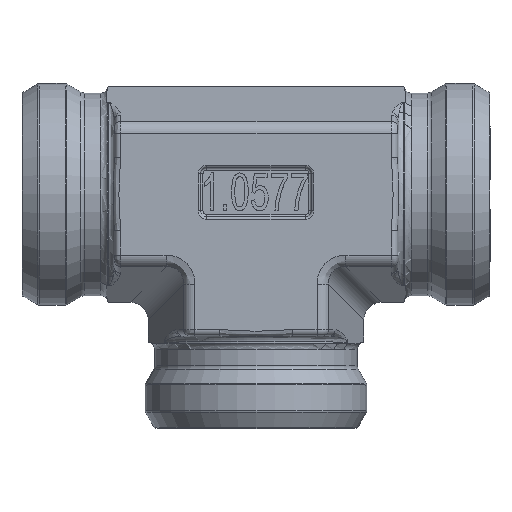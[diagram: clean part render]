
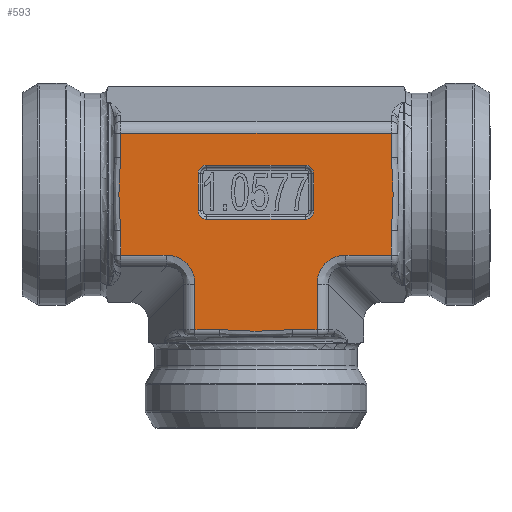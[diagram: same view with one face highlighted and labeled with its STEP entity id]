
A CAD part, top view. The second image highlights one B-rep face of the part: STEP entity #593.
In plain terms, the highlighted planar face has unit normal (0, 0, 1).
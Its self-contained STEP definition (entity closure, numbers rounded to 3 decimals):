
#291=ELLIPSE('',#5593,5.623,5.);
#292=ELLIPSE('',#5594,5.623,5.);
#593=ADVANCED_FACE('',(#1275,#1276),#919,.T.);
#919=PLANE('',#5595);
#1070=CIRCLE('',#5589,1.4);
#1071=CIRCLE('',#5590,1.4);
#1072=CIRCLE('',#5591,1.4);
#1073=CIRCLE('',#5592,1.4);
#1275=FACE_BOUND('',#1400,.T.);
#1276=FACE_BOUND('',#1401,.T.);
#1400=EDGE_LOOP('',(#2743,#2744,#2745,#2746,#2747,#2748,#2749,#2750));
#1401=EDGE_LOOP('',(#2751,#2752,#2753,#2754,#2755,#2756,#2757,#2758,#2759,
#2760,#2761,#2762,#2763,#2764,#2765,#2766));
#1826=LINE('',#7915,#2257);
#1827=LINE('',#7920,#2258);
#1828=LINE('',#7924,#2259);
#1829=LINE('',#7928,#2260);
#1830=LINE('',#7931,#2261);
#1831=LINE('',#7934,#2262);
#1832=LINE('',#7947,#2263);
#1833=LINE('',#7949,#2264);
#1834=LINE('',#7953,#2265);
#1835=LINE('',#7955,#2266);
#1836=LINE('',#7968,#2267);
#1837=LINE('',#7970,#2268);
#1838=LINE('',#7972,#2269);
#1839=LINE('',#7985,#2270);
#1840=LINE('',#7987,#2271);
#2257=VECTOR('',#6210,1.);
#2258=VECTOR('',#6213,1.);
#2259=VECTOR('',#6216,1.);
#2260=VECTOR('',#6219,1.);
#2261=VECTOR('',#6222,1.);
#2262=VECTOR('',#6223,1.);
#2263=VECTOR('',#6224,1.);
#2264=VECTOR('',#6225,1.);
#2265=VECTOR('',#6228,1.);
#2266=VECTOR('',#6229,1.);
#2267=VECTOR('',#6230,1.);
#2268=VECTOR('',#6231,1.);
#2269=VECTOR('',#6232,1.);
#2270=VECTOR('',#6233,1.);
#2271=VECTOR('',#6234,1.);
#2743=ORIENTED_EDGE('',*,*,#4774,.T.);
#2744=ORIENTED_EDGE('',*,*,#4775,.T.);
#2745=ORIENTED_EDGE('',*,*,#4776,.T.);
#2746=ORIENTED_EDGE('',*,*,#4777,.T.);
#2747=ORIENTED_EDGE('',*,*,#4778,.T.);
#2748=ORIENTED_EDGE('',*,*,#4779,.T.);
#2749=ORIENTED_EDGE('',*,*,#4780,.T.);
#2750=ORIENTED_EDGE('',*,*,#4781,.T.);
#2751=ORIENTED_EDGE('',*,*,#4782,.T.);
#2752=ORIENTED_EDGE('',*,*,#4783,.T.);
#2753=ORIENTED_EDGE('',*,*,#4784,.T.);
#2754=ORIENTED_EDGE('',*,*,#4785,.T.);
#2755=ORIENTED_EDGE('',*,*,#4786,.T.);
#2756=ORIENTED_EDGE('',*,*,#4787,.F.);
#2757=ORIENTED_EDGE('',*,*,#4788,.F.);
#2758=ORIENTED_EDGE('',*,*,#4789,.T.);
#2759=ORIENTED_EDGE('',*,*,#4790,.T.);
#2760=ORIENTED_EDGE('',*,*,#4791,.T.);
#2761=ORIENTED_EDGE('',*,*,#4792,.T.);
#2762=ORIENTED_EDGE('',*,*,#4793,.T.);
#2763=ORIENTED_EDGE('',*,*,#4794,.T.);
#2764=ORIENTED_EDGE('',*,*,#4795,.T.);
#2765=ORIENTED_EDGE('',*,*,#4796,.T.);
#2766=ORIENTED_EDGE('',*,*,#4797,.T.);
#4273=VERTEX_POINT('',#7916);
#4274=VERTEX_POINT('',#7917);
#4275=VERTEX_POINT('',#7919);
#4276=VERTEX_POINT('',#7921);
#4277=VERTEX_POINT('',#7923);
#4278=VERTEX_POINT('',#7925);
#4279=VERTEX_POINT('',#7927);
#4280=VERTEX_POINT('',#7929);
#4281=VERTEX_POINT('',#7932);
#4282=VERTEX_POINT('',#7933);
#4283=VERTEX_POINT('',#7935);
#4284=VERTEX_POINT('',#7946);
#4285=VERTEX_POINT('',#7948);
#4286=VERTEX_POINT('',#7950);
#4287=VERTEX_POINT('',#7952);
#4288=VERTEX_POINT('',#7954);
#4289=VERTEX_POINT('',#7956);
#4290=VERTEX_POINT('',#7967);
#4291=VERTEX_POINT('',#7969);
#4292=VERTEX_POINT('',#7971);
#4293=VERTEX_POINT('',#7973);
#4294=VERTEX_POINT('',#7984);
#4295=VERTEX_POINT('',#7986);
#4296=VERTEX_POINT('',#7988);
#4774=EDGE_CURVE('',#4273,#4274,#1826,.T.);
#4775=EDGE_CURVE('',#4274,#4275,#1070,.T.);
#4776=EDGE_CURVE('',#4275,#4276,#1827,.T.);
#4777=EDGE_CURVE('',#4276,#4277,#1071,.T.);
#4778=EDGE_CURVE('',#4277,#4278,#1828,.T.);
#4779=EDGE_CURVE('',#4278,#4279,#1072,.T.);
#4780=EDGE_CURVE('',#4279,#4280,#1829,.T.);
#4781=EDGE_CURVE('',#4280,#4273,#1073,.T.);
#4782=EDGE_CURVE('',#4281,#4282,#1830,.T.);
#4783=EDGE_CURVE('',#4282,#4283,#1831,.T.);
#4784=EDGE_CURVE('',#4283,#4284,#5458,.T.);
#4785=EDGE_CURVE('',#4284,#4285,#1832,.T.);
#4786=EDGE_CURVE('',#4285,#4286,#1833,.T.);
#4787=EDGE_CURVE('',#4287,#4286,#291,.T.);
#4788=EDGE_CURVE('',#4288,#4287,#1834,.T.);
#4789=EDGE_CURVE('',#4288,#4289,#1835,.T.);
#4790=EDGE_CURVE('',#4289,#4290,#5459,.T.);
#4791=EDGE_CURVE('',#4290,#4291,#1836,.T.);
#4792=EDGE_CURVE('',#4291,#4292,#1837,.T.);
#4793=EDGE_CURVE('',#4292,#4293,#1838,.T.);
#4794=EDGE_CURVE('',#4293,#4294,#5460,.T.);
#4795=EDGE_CURVE('',#4294,#4295,#1839,.T.);
#4796=EDGE_CURVE('',#4295,#4296,#1840,.T.);
#4797=EDGE_CURVE('',#4296,#4281,#292,.T.);
#5458=B_SPLINE_CURVE_WITH_KNOTS('',3,(#7936,#7937,#7938,#7939,#7940,#7941,
#7942,#7943,#7944,#7945),.UNSPECIFIED.,.F.,.F.,(4,2,2,2,4),(0.,0.25,0.5,
0.75,1.),.UNSPECIFIED.);
#5459=B_SPLINE_CURVE_WITH_KNOTS('',3,(#7957,#7958,#7959,#7960,#7961,#7962,
#7963,#7964,#7965,#7966),.UNSPECIFIED.,.F.,.F.,(4,2,2,2,4),(0.,0.25,0.5,
0.75,1.),.UNSPECIFIED.);
#5460=B_SPLINE_CURVE_WITH_KNOTS('',3,(#7974,#7975,#7976,#7977,#7978,#7979,
#7980,#7981,#7982,#7983),.UNSPECIFIED.,.F.,.F.,(4,2,2,2,4),(0.,0.25,0.5,
0.75,1.),.UNSPECIFIED.);
#5589=AXIS2_PLACEMENT_3D('',#7918,#6211,#6212);
#5590=AXIS2_PLACEMENT_3D('',#7922,#6214,#6215);
#5591=AXIS2_PLACEMENT_3D('',#7926,#6217,#6218);
#5592=AXIS2_PLACEMENT_3D('',#7930,#6220,#6221);
#5593=AXIS2_PLACEMENT_3D('',#7951,#6226,#6227);
#5594=AXIS2_PLACEMENT_3D('',#7989,#6235,#6236);
#5595=AXIS2_PLACEMENT_3D('',#7990,#6237,#6238);
#6210=DIRECTION('',(1.,0.,0.));
#6211=DIRECTION('',(0.,0.,-1.));
#6212=DIRECTION('',(0.,-1.,0.));
#6213=DIRECTION('',(0.,-1.,0.));
#6214=DIRECTION('',(0.,0.,-1.));
#6215=DIRECTION('',(0.,-1.,0.));
#6216=DIRECTION('',(-1.,0.,0.));
#6217=DIRECTION('',(0.,0.,-1.));
#6218=DIRECTION('',(0.,-1.,0.));
#6219=DIRECTION('',(0.,1.,0.));
#6220=DIRECTION('',(0.,0.,-1.));
#6221=DIRECTION('',(0.,-1.,0.));
#6222=DIRECTION('',(0.,-1.,0.));
#6223=DIRECTION('',(1.,0.,0.));
#6224=DIRECTION('',(1.,0.,0.));
#6225=DIRECTION('',(0.,1.,0.));
#6226=DIRECTION('',(0.,0.,1.));
#6227=DIRECTION('',(0.707,-0.707,0.));
#6228=DIRECTION('',(-1.,0.,0.));
#6229=DIRECTION('',(0.,1.,0.));
#6230=DIRECTION('',(0.,1.,0.));
#6231=DIRECTION('',(-1.,0.,0.));
#6232=DIRECTION('',(0.,-1.,0.));
#6233=DIRECTION('',(0.,-1.,0.));
#6234=DIRECTION('',(1.,0.,0.));
#6235=DIRECTION('',(0.,0.,-1.));
#6236=DIRECTION('',(-0.707,-0.707,0.));
#6237=DIRECTION('',(0.,0.,1.));
#6238=DIRECTION('',(0.,1.,0.));
#7915=CARTESIAN_POINT('',(8.987,4.713,18.));
#7916=CARTESIAN_POINT('',(-8.013,4.713,18.));
#7917=CARTESIAN_POINT('',(7.987,4.713,18.));
#7918=CARTESIAN_POINT('',(7.987,3.313,18.));
#7919=CARTESIAN_POINT('',(9.387,3.313,18.));
#7920=CARTESIAN_POINT('',(9.387,-3.687,18.));
#7921=CARTESIAN_POINT('',(9.387,-2.687,18.));
#7922=CARTESIAN_POINT('',(7.987,-2.687,18.));
#7923=CARTESIAN_POINT('',(7.987,-4.087,18.));
#7924=CARTESIAN_POINT('',(-9.013,-4.087,18.));
#7925=CARTESIAN_POINT('',(-8.013,-4.087,18.));
#7926=CARTESIAN_POINT('',(-8.013,-2.687,18.));
#7927=CARTESIAN_POINT('',(-9.413,-2.687,18.));
#7928=CARTESIAN_POINT('',(-9.413,4.313,18.));
#7929=CARTESIAN_POINT('',(-9.413,3.313,18.));
#7930=CARTESIAN_POINT('',(-8.013,3.313,18.));
#7931=CARTESIAN_POINT('',(-9.912,11.313,18.));
#7932=CARTESIAN_POINT('',(-9.912,-14.611,18.));
#7933=CARTESIAN_POINT('',(-9.912,-22.,18.));
#7934=CARTESIAN_POINT('',(0.,-22.,18.));
#7935=CARTESIAN_POINT('',(-5.916,-22.,18.));
#7936=CARTESIAN_POINT('',(-5.916,-22.,18.));
#7937=CARTESIAN_POINT('',(-4.927,-22.,18.));
#7938=CARTESIAN_POINT('',(-3.941,-22.076,18.));
#7939=CARTESIAN_POINT('',(-1.97,-22.212,18.));
#7940=CARTESIAN_POINT('',(-0.983,-22.268,18.));
#7941=CARTESIAN_POINT('',(0.988,-22.268,18.));
#7942=CARTESIAN_POINT('',(1.973,-22.211,18.));
#7943=CARTESIAN_POINT('',(3.943,-22.076,18.));
#7944=CARTESIAN_POINT('',(4.928,-22.,18.));
#7945=CARTESIAN_POINT('',(5.916,-22.,18.));
#7946=CARTESIAN_POINT('',(5.916,-22.,18.));
#7947=CARTESIAN_POINT('',(9.912,-22.,18.));
#7948=CARTESIAN_POINT('',(9.912,-22.,18.));
#7949=CARTESIAN_POINT('',(9.912,11.313,18.));
#7950=CARTESIAN_POINT('',(9.912,-14.611,18.));
#7951=CARTESIAN_POINT('',(15.233,-15.233,18.));
#7952=CARTESIAN_POINT('',(14.611,-9.912,18.));
#7953=CARTESIAN_POINT('',(5.844,-9.912,18.));
#7954=CARTESIAN_POINT('',(22.,-9.912,18.));
#7955=CARTESIAN_POINT('',(22.,11.313,18.));
#7956=CARTESIAN_POINT('',(22.,-5.916,18.));
#7957=CARTESIAN_POINT('',(22.,-5.916,18.));
#7958=CARTESIAN_POINT('',(22.,-4.928,18.));
#7959=CARTESIAN_POINT('',(22.076,-3.943,18.));
#7960=CARTESIAN_POINT('',(22.211,-1.973,18.));
#7961=CARTESIAN_POINT('',(22.268,-0.988,18.));
#7962=CARTESIAN_POINT('',(22.268,0.983,18.));
#7963=CARTESIAN_POINT('',(22.212,1.97,18.));
#7964=CARTESIAN_POINT('',(22.076,3.941,18.));
#7965=CARTESIAN_POINT('',(22.,4.927,18.));
#7966=CARTESIAN_POINT('',(22.,5.916,18.));
#7967=CARTESIAN_POINT('',(22.,5.916,18.));
#7968=CARTESIAN_POINT('',(22.,11.313,18.));
#7969=CARTESIAN_POINT('',(22.,9.912,18.));
#7970=CARTESIAN_POINT('',(5.844,9.912,18.));
#7971=CARTESIAN_POINT('',(-22.,9.912,18.));
#7972=CARTESIAN_POINT('',(-22.,11.313,18.));
#7973=CARTESIAN_POINT('',(-22.,5.916,18.));
#7974=CARTESIAN_POINT('',(-22.,5.916,18.));
#7975=CARTESIAN_POINT('',(-22.,4.928,18.));
#7976=CARTESIAN_POINT('',(-22.076,3.943,18.));
#7977=CARTESIAN_POINT('',(-22.211,1.973,18.));
#7978=CARTESIAN_POINT('',(-22.268,0.988,18.));
#7979=CARTESIAN_POINT('',(-22.268,-0.983,18.));
#7980=CARTESIAN_POINT('',(-22.212,-1.97,18.));
#7981=CARTESIAN_POINT('',(-22.076,-3.941,18.));
#7982=CARTESIAN_POINT('',(-22.,-4.927,18.));
#7983=CARTESIAN_POINT('',(-22.,-5.916,18.));
#7984=CARTESIAN_POINT('',(-22.,-5.916,18.));
#7985=CARTESIAN_POINT('',(-22.,11.313,18.));
#7986=CARTESIAN_POINT('',(-22.,-9.912,18.));
#7987=CARTESIAN_POINT('',(-11.313,-9.912,18.));
#7988=CARTESIAN_POINT('',(-14.611,-9.912,18.));
#7989=CARTESIAN_POINT('',(-15.233,-15.233,18.));
#7990=CARTESIAN_POINT('',(5.844,11.313,18.));
